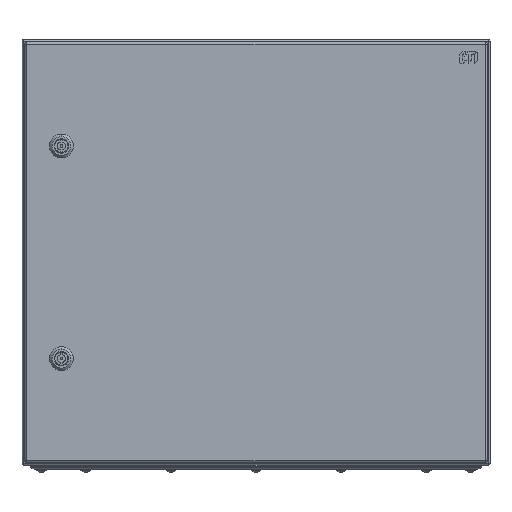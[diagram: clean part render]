
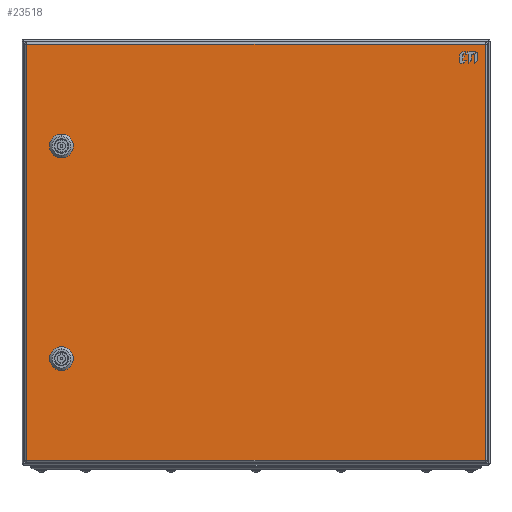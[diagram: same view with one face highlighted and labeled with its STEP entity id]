
A CAD part, front view. The second image highlights one B-rep face of the part: STEP entity #23518.
In plain terms, the highlighted face is planar.
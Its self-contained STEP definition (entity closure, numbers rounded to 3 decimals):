
#22543=CARTESIAN_POINT('',(-125.,-228.7,0.));
#22544=DIRECTION('',(0.,0.,-1.));
#22545=DIRECTION('',(-0.893,0.449,0.));
#22546=AXIS2_PLACEMENT_3D('',#22543,#22544,#22545);
#22551=CARTESIAN_POINT('',(-125.,-228.7,0.));
#22552=DIRECTION('',(0.,0.,-1.));
#22553=DIRECTION('',(0.449,0.893,0.));
#22554=AXIS2_PLACEMENT_3D('',#22551,#22552,#22553);
#22559=CARTESIAN_POINT('',(-125.,-228.7,0.));
#22560=DIRECTION('',(0.,0.,-1.));
#22561=DIRECTION('',(0.893,-0.449,0.));
#22562=AXIS2_PLACEMENT_3D('',#22559,#22560,#22561);
#22567=CARTESIAN_POINT('',(-125.,-228.7,0.));
#22568=DIRECTION('',(0.,0.,-1.));
#22569=DIRECTION('',(-0.449,-0.893,0.));
#22570=AXIS2_PLACEMENT_3D('',#22567,#22568,#22569);
#22575=CARTESIAN_POINT('',(125.,-228.7,0.));
#22576=DIRECTION('',(0.,0.,-1.));
#22577=DIRECTION('',(-0.449,-0.893,0.));
#22578=AXIS2_PLACEMENT_3D('',#22575,#22576,#22577);
#22583=CARTESIAN_POINT('',(125.,-228.7,0.));
#22584=DIRECTION('',(0.,0.,-1.));
#22585=DIRECTION('',(-0.893,0.449,0.));
#22586=AXIS2_PLACEMENT_3D('',#22583,#22584,#22585);
#22591=CARTESIAN_POINT('',(125.,-228.7,0.));
#22592=DIRECTION('',(0.,0.,-1.));
#22593=DIRECTION('',(0.449,0.893,0.));
#22594=AXIS2_PLACEMENT_3D('',#22591,#22592,#22593);
#22599=CARTESIAN_POINT('',(125.,-228.7,0.));
#22600=DIRECTION('',(0.,0.,-1.));
#22601=DIRECTION('',(0.893,-0.449,0.));
#22602=AXIS2_PLACEMENT_3D('',#22599,#22600,#22601);
#22607=DIRECTION('',(0.,1.,0.));
#22608=VECTOR('',#22607,538.4);
#22609=CARTESIAN_POINT('',(-244.5,-269.2,0.));
#22610=LINE('',#22609,#22608);
#22652=DIRECTION('',(1.,0.,0.));
#22653=VECTOR('',#22652,489.);
#22654=CARTESIAN_POINT('',(-244.5,269.2,0.));
#22655=LINE('',#22654,#22653);
#22806=DIRECTION('',(0.,-1.,0.));
#22807=VECTOR('',#22806,538.4);
#22808=CARTESIAN_POINT('',(244.5,269.2,0.));
#22809=LINE('',#22808,#22807);
#22844=DIRECTION('',(-1.,0.,0.));
#22845=VECTOR('',#22844,489.);
#22846=CARTESIAN_POINT('',(244.5,-269.2,0.));
#22847=LINE('',#22846,#22845);
#23177=DIRECTION('',(1.,0.,0.));
#23178=VECTOR('',#23177,10.111);
#23179=CARTESIAN_POINT('',(119.944,-238.75,0.));
#23180=LINE('',#23179,#23178);
#23198=DIRECTION('',(0.,-1.,0.));
#23199=VECTOR('',#23198,10.111);
#23200=CARTESIAN_POINT('',(114.95,-223.644,0.));
#23201=LINE('',#23200,#23199);
#23219=DIRECTION('',(-1.,0.,0.));
#23220=VECTOR('',#23219,10.111);
#23221=CARTESIAN_POINT('',(130.056,-218.65,0.));
#23222=LINE('',#23221,#23220);
#23240=DIRECTION('',(0.,1.,0.));
#23241=VECTOR('',#23240,10.111);
#23242=CARTESIAN_POINT('',(135.05,-233.756,0.));
#23243=LINE('',#23242,#23241);
#23247=DIRECTION('',(0.,-1.,0.));
#23248=VECTOR('',#23247,10.111);
#23249=CARTESIAN_POINT('',(-135.05,-223.644,0.));
#23250=LINE('',#23249,#23248);
#23268=DIRECTION('',(-1.,0.,0.));
#23269=VECTOR('',#23268,10.111);
#23270=CARTESIAN_POINT('',(-119.944,-218.65,0.));
#23271=LINE('',#23270,#23269);
#23289=DIRECTION('',(0.,1.,0.));
#23290=VECTOR('',#23289,10.111);
#23291=CARTESIAN_POINT('',(-114.95,-233.756,0.));
#23292=LINE('',#23291,#23290);
#23310=DIRECTION('',(1.,0.,0.));
#23311=VECTOR('',#23310,10.111);
#23312=CARTESIAN_POINT('',(-130.056,-238.75,0.));
#23313=LINE('',#23312,#23311);
#23331=CARTESIAN_POINT('',(-244.5,-269.2,0.));
#23332=CARTESIAN_POINT('',(-244.5,269.2,0.));
#23333=VERTEX_POINT('',#23331);
#23334=VERTEX_POINT('',#23332);
#23335=CARTESIAN_POINT('',(244.5,-269.2,0.));
#23336=VERTEX_POINT('',#23335);
#23337=CARTESIAN_POINT('',(244.5,269.2,0.));
#23338=VERTEX_POINT('',#23337);
#23339=CARTESIAN_POINT('',(-135.05,-223.644,0.));
#23340=CARTESIAN_POINT('',(-130.056,-218.65,0.));
#23341=VERTEX_POINT('',#23339);
#23342=VERTEX_POINT('',#23340);
#23343=CARTESIAN_POINT('',(-119.944,-218.65,0.));
#23344=VERTEX_POINT('',#23343);
#23345=CARTESIAN_POINT('',(-114.95,-223.644,0.));
#23346=VERTEX_POINT('',#23345);
#23347=CARTESIAN_POINT('',(-114.95,-233.756,0.));
#23348=VERTEX_POINT('',#23347);
#23349=CARTESIAN_POINT('',(-119.944,-238.75,0.));
#23350=VERTEX_POINT('',#23349);
#23351=CARTESIAN_POINT('',(-130.056,-238.75,0.));
#23352=VERTEX_POINT('',#23351);
#23353=CARTESIAN_POINT('',(-135.05,-233.756,0.));
#23354=VERTEX_POINT('',#23353);
#23355=CARTESIAN_POINT('',(119.944,-238.75,0.));
#23356=CARTESIAN_POINT('',(130.056,-238.75,0.));
#23357=VERTEX_POINT('',#23355);
#23358=VERTEX_POINT('',#23356);
#23359=CARTESIAN_POINT('',(114.95,-233.756,0.));
#23360=VERTEX_POINT('',#23359);
#23361=CARTESIAN_POINT('',(114.95,-223.644,0.));
#23362=VERTEX_POINT('',#23361);
#23363=CARTESIAN_POINT('',(119.944,-218.65,0.));
#23364=VERTEX_POINT('',#23363);
#23365=CARTESIAN_POINT('',(130.056,-218.65,0.));
#23366=VERTEX_POINT('',#23365);
#23367=CARTESIAN_POINT('',(135.05,-223.644,0.));
#23368=VERTEX_POINT('',#23367);
#23369=CARTESIAN_POINT('',(135.05,-233.756,0.));
#23370=VERTEX_POINT('',#23369);
#23467=CARTESIAN_POINT('',(0.,0.,0.));
#23468=DIRECTION('',(0.,0.,-1.));
#23469=DIRECTION('',(-1.,0.,0.));
#23470=AXIS2_PLACEMENT_3D('',#23467,#23468,#23469);
#23471=PLANE('',#23470);
#23473=ORIENTED_EDGE('',*,*,#23472,.F.);
#23475=ORIENTED_EDGE('',*,*,#23474,.F.);
#23477=ORIENTED_EDGE('',*,*,#23476,.F.);
#23479=ORIENTED_EDGE('',*,*,#23478,.F.);
#23480=EDGE_LOOP('',(#23473,#23475,#23477,#23479));
#23481=FACE_OUTER_BOUND('',#23480,.F.);
#23483=ORIENTED_EDGE('',*,*,#23482,.T.);
#23485=ORIENTED_EDGE('',*,*,#23484,.F.);
#23487=ORIENTED_EDGE('',*,*,#23486,.T.);
#23489=ORIENTED_EDGE('',*,*,#23488,.F.);
#23491=ORIENTED_EDGE('',*,*,#23490,.T.);
#23493=ORIENTED_EDGE('',*,*,#23492,.F.);
#23495=ORIENTED_EDGE('',*,*,#23494,.T.);
#23497=ORIENTED_EDGE('',*,*,#23496,.F.);
#23498=EDGE_LOOP('',(#23483,#23485,#23487,#23489,#23491,#23493,#23495,#23497));
#23499=FACE_BOUND('',#23498,.F.);
#23501=ORIENTED_EDGE('',*,*,#23500,.F.);
#23503=ORIENTED_EDGE('',*,*,#23502,.T.);
#23505=ORIENTED_EDGE('',*,*,#23504,.F.);
#23507=ORIENTED_EDGE('',*,*,#23506,.T.);
#23509=ORIENTED_EDGE('',*,*,#23508,.F.);
#23511=ORIENTED_EDGE('',*,*,#23510,.T.);
#23513=ORIENTED_EDGE('',*,*,#23512,.F.);
#23515=ORIENTED_EDGE('',*,*,#23514,.T.);
#23516=EDGE_LOOP('',(#23501,#23503,#23505,#23507,#23509,#23511,#23513,#23515));
#23517=FACE_BOUND('',#23516,.F.);
#22547=CIRCLE('',#22546,11.25);
#22555=CIRCLE('',#22554,11.25);
#22563=CIRCLE('',#22562,11.25);
#22571=CIRCLE('',#22570,11.25);
#22579=CIRCLE('',#22578,11.25);
#22587=CIRCLE('',#22586,11.25);
#22595=CIRCLE('',#22594,11.25);
#22603=CIRCLE('',#22602,11.25);
#23472=EDGE_CURVE('',#23333,#23334,#22610,.T.);
#23474=EDGE_CURVE('',#23336,#23333,#22847,.T.);
#23476=EDGE_CURVE('',#23338,#23336,#22809,.T.);
#23478=EDGE_CURVE('',#23334,#23338,#22655,.T.);
#23482=EDGE_CURVE('',#23341,#23342,#22547,.T.);
#23484=EDGE_CURVE('',#23344,#23342,#23271,.T.);
#23486=EDGE_CURVE('',#23344,#23346,#22555,.T.);
#23488=EDGE_CURVE('',#23348,#23346,#23292,.T.);
#23490=EDGE_CURVE('',#23348,#23350,#22563,.T.);
#23492=EDGE_CURVE('',#23352,#23350,#23313,.T.);
#23494=EDGE_CURVE('',#23352,#23354,#22571,.T.);
#23496=EDGE_CURVE('',#23341,#23354,#23250,.T.);
#23500=EDGE_CURVE('',#23357,#23358,#23180,.T.);
#23502=EDGE_CURVE('',#23357,#23360,#22579,.T.);
#23504=EDGE_CURVE('',#23362,#23360,#23201,.T.);
#23506=EDGE_CURVE('',#23362,#23364,#22587,.T.);
#23508=EDGE_CURVE('',#23366,#23364,#23222,.T.);
#23510=EDGE_CURVE('',#23366,#23368,#22595,.T.);
#23512=EDGE_CURVE('',#23370,#23368,#23243,.T.);
#23514=EDGE_CURVE('',#23370,#23358,#22603,.T.);
#23518=ADVANCED_FACE('',(#23481,#23499,#23517),#23471,.T.);
